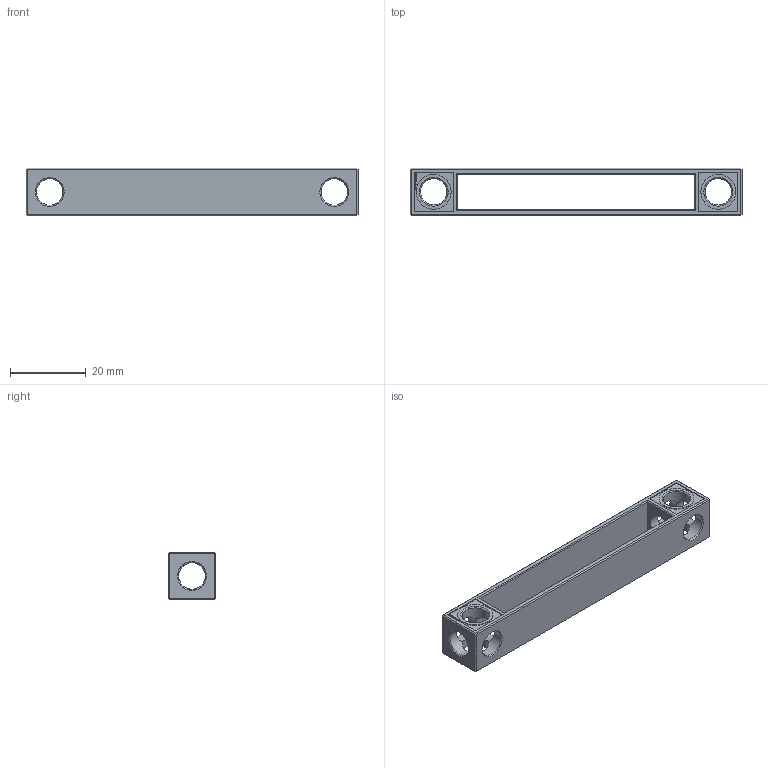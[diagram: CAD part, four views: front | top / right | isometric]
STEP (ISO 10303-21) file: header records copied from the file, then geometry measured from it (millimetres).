
FILE_DESCRIPTION(('FreeCAD Model'),'2;1');
FILE_NAME('Open CASCADE Shape Model','2021-05-23T21:26:43',( 'Paulo Kiefe'),('STEMFIE.org'),'Open CASCADE STEP processor 7.4', 'FreeCAD','Unknown');
FILE_SCHEMA(('AUTOMOTIVE_DESIGN { 1 0 10303 214 1 1 1 1 }'));
Length unit declared in the file: millimetre
Products named in the file (1): Beam_STR_BXS_ESS_BU07.00x01.00x01.00x01.00x00.125_-_SPN-BEM-0404_
(stemfie.org)
Bounding box: 87.5 x 12.5 x 12.5 mm (x, y, z)
Volume: 4372.3 mm3; surface area: 5530.6 mm2
Topology: 1 solids, 1 shells, 491 faces, 1339 edges, 880 vertices
Faces by surface type: plane 383, extrusion 84, cylinder 14, cone 10
Full cylindrical faces by diameter (mm): 7 x12, 9.2 x2
Entity records: 38378 total; most frequent: CARTESIAN_POINT 11985, DIRECTION 4537, VECTOR 3603, LINE 3519, ORIENTED_EDGE 2678, PCURVE 2678, DEFINITIONAL_REPRESENTATION 2678, EDGE_CURVE 1339
